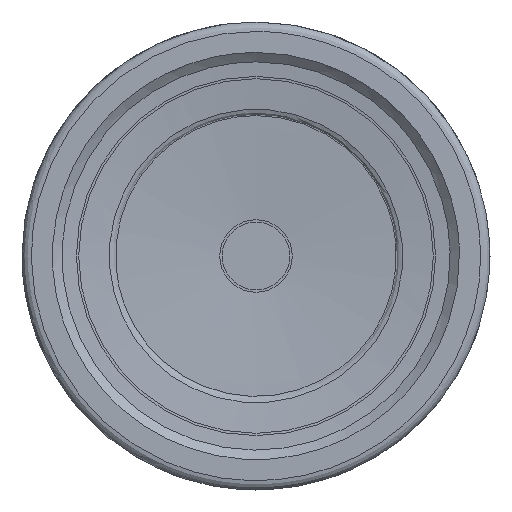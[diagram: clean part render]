
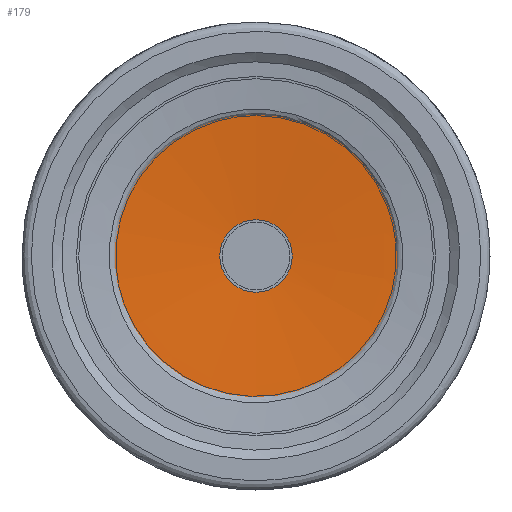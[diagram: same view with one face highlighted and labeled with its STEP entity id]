
A CAD part, left-side view. The second image highlights one B-rep face of the part: STEP entity #179.
In plain terms, the highlighted conical face has half-angle 86.264 degrees and reference radius 15.152 mm.
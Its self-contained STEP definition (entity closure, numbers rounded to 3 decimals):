
#164=CONICAL_SURFACE('',#431,15.152,86.264);
#179=ADVANCED_FACE('',(#214,#215),#164,.F.);
#214=FACE_BOUND('',#262,.T.);
#215=FACE_BOUND('',#263,.T.);
#262=EDGE_LOOP('',(#312));
#263=EDGE_LOOP('',(#313));
#312=ORIENTED_EDGE('',*,*,#383,.T.);
#313=ORIENTED_EDGE('',*,*,#384,.F.);
#358=VERTEX_POINT('',#532);
#359=VERTEX_POINT('',#535);
#383=EDGE_CURVE('',#358,#358,#408,.T.);
#384=EDGE_CURVE('',#359,#359,#409,.T.);
#408=CIRCLE('',#428,15.152);
#409=CIRCLE('',#430,3.098);
#428=AXIS2_PLACEMENT_3D('',#531,#469,#470);
#430=AXIS2_PLACEMENT_3D('',#534,#473,#474);
#431=AXIS2_PLACEMENT_3D('',#536,#475,#476);
#469=DIRECTION('',(-1.,0.,0.));
#470=DIRECTION('',(0.,0.,1.));
#473=DIRECTION('',(-1.,0.,0.));
#474=DIRECTION('',(0.,0.,1.));
#475=DIRECTION('',(-1.,0.,0.));
#476=DIRECTION('',(0.,0.,1.));
#531=CARTESIAN_POINT('',(1.306,0.,0.));
#532=CARTESIAN_POINT('',(1.306,0.,15.152));
#534=CARTESIAN_POINT('',(2.094,0.,0.));
#535=CARTESIAN_POINT('',(2.094,0.,3.098));
#536=CARTESIAN_POINT('',(1.306,0.,0.));
